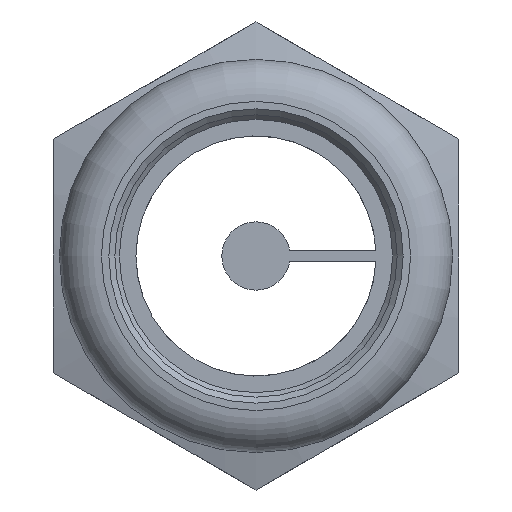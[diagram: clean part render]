
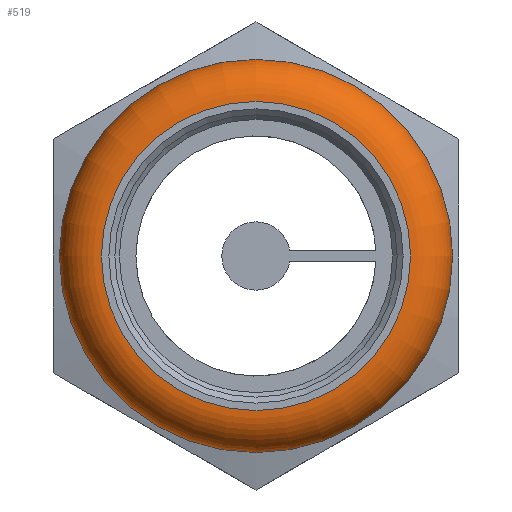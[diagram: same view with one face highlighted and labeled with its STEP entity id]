
A CAD part, left-side view. The second image highlights one B-rep face of the part: STEP entity #519.
In plain terms, the highlighted toroidal (fillet/blend) face has major radius 10.3 mm and minor radius 2.8 mm.
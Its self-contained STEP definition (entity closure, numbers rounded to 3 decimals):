
#17=TOROIDAL_SURFACE($,#581,10.3,2.8);
#64=FACE_BOUND($,#155,.T.);
#105=FACE_OUTER_BOUND($,#154,.T.);
#154=EDGE_LOOP($,(#429));
#155=EDGE_LOOP($,(#430));
#213=CIRCLE($,#580,12.445);
#214=CIRCLE($,#582,10.3);
#256=VERTEX_POINT($,#896);
#257=VERTEX_POINT($,#899);
#315=EDGE_CURVE($,#256,#256,#213,.T.);
#316=EDGE_CURVE($,#257,#257,#214,.T.);
#429=ORIENTED_EDGE($,*,*,#316,.F.);
#430=ORIENTED_EDGE($,*,*,#315,.T.);
#519=ADVANCED_FACE($,(#105,#64),#17,.T.);
#580=AXIS2_PLACEMENT_3D($,#897,#714,#715);
#581=AXIS2_PLACEMENT_3D($,#898,#716,#717);
#582=AXIS2_PLACEMENT_3D($,#900,#718,#719);
#714=DIRECTION('center_axis',(-1.,0.,0.));
#715=DIRECTION('ref_axis',(0.,0.866,0.5));
#716=DIRECTION('center_axis',(-1.,0.,0.));
#717=DIRECTION('ref_axis',(0.,-0.5,0.866));
#718=DIRECTION('center_axis',(-1.,0.,0.));
#719=DIRECTION('ref_axis',(0.,0.866,0.5));
#896=CARTESIAN_POINT('',(4.6,10.778,-6.222));
#897=CARTESIAN_POINT('Origin',(4.6,0.,0.));
#898=CARTESIAN_POINT('Origin',(2.8,0.,0.));
#899=CARTESIAN_POINT('',(0.,8.92,-5.15));
#900=CARTESIAN_POINT('Origin',(0.,0.,0.));
